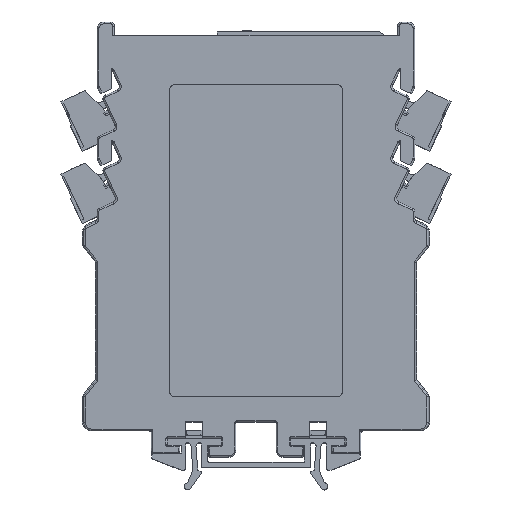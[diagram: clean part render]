
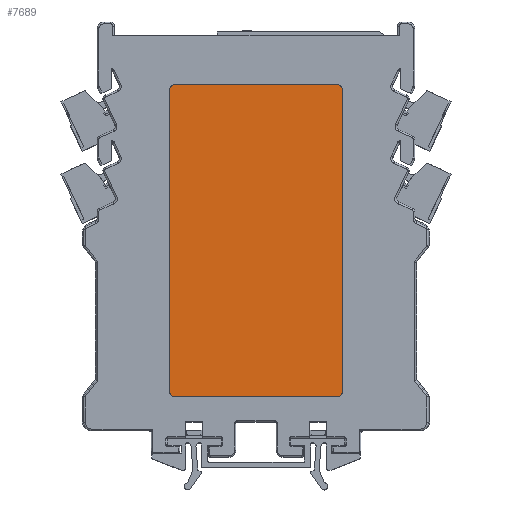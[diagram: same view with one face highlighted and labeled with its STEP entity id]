
A CAD part, top view. The second image highlights one B-rep face of the part: STEP entity #7689.
In plain terms, the highlighted face is planar.
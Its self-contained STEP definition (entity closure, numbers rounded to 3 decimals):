
#523 = ORIENTED_EDGE ( 'NONE', *, *, #40651, .T. ) ;
#1515 = CARTESIAN_POINT ( 'NONE',  ( -23.468, -114.427, 0.158 ) ) ;
#3168 = DIRECTION ( 'NONE',  ( 0., 0., -1. ) ) ;
#4166 = DIRECTION ( 'NONE',  ( 1., 0., 0. ) ) ;
#4441 = AXIS2_PLACEMENT_3D ( 'NONE', #30106, #9831, #46350 ) ;
#5353 = CARTESIAN_POINT ( 'NONE',  ( -24.951, -24.704, 0.158 ) ) ;
#7689 = ADVANCED_FACE ( 'NONE', ( #50240 ), #43906, .T. ) ;
#8247 = CIRCLE ( 'NONE', #13907, 1.482 ) ;
#9353 = DIRECTION ( 'NONE',  ( 0., 0., 1. ) ) ;
#9831 = DIRECTION ( 'NONE',  ( 0., 0., 1. ) ) ;
#11116 = DIRECTION ( 'NONE',  ( 0., 0., -1. ) ) ;
#11262 = VERTEX_POINT ( 'NONE', #35534 ) ;
#11261 = LINE ( 'NONE', #5353, #12537 ) ;
#11777 = EDGE_CURVE ( 'NONE', #34136, #33750, #8247, .T. ) ;
#11907 = AXIS2_PLACEMENT_3D ( 'NONE', #33531, #9353, #29432 ) ;
#12046 = AXIS2_PLACEMENT_3D ( 'NONE', #34929, #11116, #43537 ) ;
#12427 = EDGE_CURVE ( 'NONE', #23637, #48479, #12761, .T. ) ;
#12537 = VECTOR ( 'NONE', #21058, 1000. ) ;
#12725 = DIRECTION ( 'NONE',  ( -1., 0., 0. ) ) ;
#12761 = CIRCLE ( 'NONE', #11907, 1.482 ) ;
#12980 = CIRCLE ( 'NONE', #30848, 1.482 ) ;
#13907 = AXIS2_PLACEMENT_3D ( 'NONE', #20365, #36194, #15912 ) ;
#15912 = DIRECTION ( 'NONE',  ( 1., 0., 0. ) ) ;
#16083 = CARTESIAN_POINT ( 'NONE',  ( 24.951, -24.704, 0.158 ) ) ;
#17705 = ORIENTED_EDGE ( 'NONE', *, *, #47668, .F. ) ;
#17888 = VERTEX_POINT ( 'NONE', #1515 ) ;
#20365 = CARTESIAN_POINT ( 'NONE',  ( -23.468, -26.186, 0.158 ) ) ;
#21058 = DIRECTION ( 'NONE',  ( 0., 1., 0. ) ) ;
#21530 = EDGE_CURVE ( 'NONE', #45258, #23637, #30588, .T. ) ;
#21826 = VECTOR ( 'NONE', #4166, 1000. ) ;
#22412 = ORIENTED_EDGE ( 'NONE', *, *, #11777, .T. ) ;
#22966 = ORIENTED_EDGE ( 'NONE', *, *, #34654, .F. ) ;
#23637 = VERTEX_POINT ( 'NONE', #26607 ) ;
#26586 = CARTESIAN_POINT ( 'NONE',  ( -24.951, -26.186, 0.158 ) ) ;
#26607 = CARTESIAN_POINT ( 'NONE',  ( 24.951, -26.186, 0.158 ) ) ;
#29432 = DIRECTION ( 'NONE',  ( -1., 0., 0. ) ) ;
#30106 = CARTESIAN_POINT ( 'NONE',  ( 23.468, -112.945, 0.158 ) ) ;
#30588 = LINE ( 'NONE', #40440, #48486 ) ;
#30848 = AXIS2_PLACEMENT_3D ( 'NONE', #52213, #3168, #48096 ) ;
#31918 = CARTESIAN_POINT ( 'NONE',  ( 23.468, -114.427, 0.158 ) ) ;
#32532 = ORIENTED_EDGE ( 'NONE', *, *, #32662, .T. ) ;
#32662 = EDGE_CURVE ( 'NONE', #11262, #34136, #11261, .T. ) ;
#33531 = CARTESIAN_POINT ( 'NONE',  ( 23.468, -26.186, 0.158 ) ) ;
#33604 = EDGE_LOOP ( 'NONE', ( #46931, #523, #32532, #22412, #17705, #50312, #46699, #22966 ) ) ;
#33750 = VERTEX_POINT ( 'NONE', #48427 ) ;
#34136 = VERTEX_POINT ( 'NONE', #26586 ) ;
#34298 = VERTEX_POINT ( 'NONE', #31918 ) ;
#34654 = EDGE_CURVE ( 'NONE', #34298, #45258, #52586, .T. ) ;
#34929 = CARTESIAN_POINT ( 'NONE',  ( 0., 0., 0.158 ) ) ;
#35534 = CARTESIAN_POINT ( 'NONE',  ( -24.951, -112.945, 0.158 ) ) ;
#35913 = VECTOR ( 'NONE', #12725, 1000. ) ;
#36194 = DIRECTION ( 'NONE',  ( 0., 0., -1. ) ) ;
#38399 = CARTESIAN_POINT ( 'NONE',  ( 24.951, -112.945, 0.158 ) ) ;
#40440 = CARTESIAN_POINT ( 'NONE',  ( 24.951, -24.704, 0.158 ) ) ;
#40651 = EDGE_CURVE ( 'NONE', #17888, #11262, #12980, .T. ) ;
#40806 = DIRECTION ( 'NONE',  ( 0., 1., 0. ) ) ;
#41514 = EDGE_CURVE ( 'NONE', #17888, #34298, #50529, .T. ) ;
#42867 = CARTESIAN_POINT ( 'NONE',  ( 23.468, -24.704, 0.158 ) ) ;
#43537 = DIRECTION ( 'NONE',  ( -1., 0., 0. ) ) ;
#43906 = PLANE ( 'NONE',  #12046 ) ;
#45258 = VERTEX_POINT ( 'NONE', #38399 ) ;
#46350 = DIRECTION ( 'NONE',  ( -1., 0., 0. ) ) ;
#46699 = ORIENTED_EDGE ( 'NONE', *, *, #21530, .F. ) ;
#46931 = ORIENTED_EDGE ( 'NONE', *, *, #41514, .F. ) ;
#47668 = EDGE_CURVE ( 'NONE', #48479, #33750, #49373, .T. ) ;
#48096 = DIRECTION ( 'NONE',  ( 1., 0., 0. ) ) ;
#48427 = CARTESIAN_POINT ( 'NONE',  ( -23.468, -24.704, 0.158 ) ) ;
#48479 = VERTEX_POINT ( 'NONE', #42867 ) ;
#48486 = VECTOR ( 'NONE', #40806, 1000. ) ;
#48563 = CARTESIAN_POINT ( 'NONE',  ( 24.951, -114.427, 0.158 ) ) ;
#49373 = LINE ( 'NONE', #16083, #35913 ) ;
#50240 = FACE_OUTER_BOUND ( 'NONE', #33604, .T. ) ;
#50312 = ORIENTED_EDGE ( 'NONE', *, *, #12427, .F. ) ;
#50529 = LINE ( 'NONE', #48563, #21826 ) ;
#52213 = CARTESIAN_POINT ( 'NONE',  ( -23.468, -112.945, 0.158 ) ) ;
#52586 = CIRCLE ( 'NONE', #4441, 1.482 ) ;
